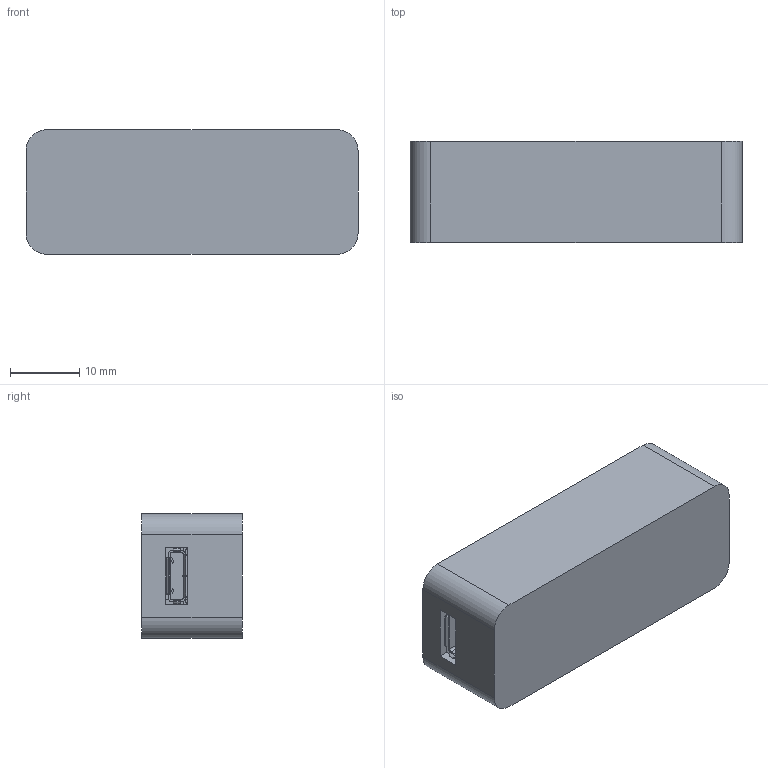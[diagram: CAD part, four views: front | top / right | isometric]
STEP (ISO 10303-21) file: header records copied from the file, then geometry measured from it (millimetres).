
FILE_DESCRIPTION (( 'STEP AP214' ), '1' );
FILE_NAME ('U2D2.STEP', '2019-01-03T07:42:32', ( '' ), ( '' ), 'SwSTEP 2.0', 'SolidWorks 2018', '' );
FILE_SCHEMA (( 'AUTOMOTIVE_DESIGN' ));
Length unit declared in the file: millimetre
Products named in the file (7): Micro USB 2.0 connector, AB receptacle - ZX62RD-AB-5P8; U2D2 casing; JST-B3B-EH-A; JST-B4B-PH-K-S; JST-B4B-EH-A; PCB^U2D2; U2D2
Assembly tree (6 placements, depth 2):
  U2D2
    U2D2 casing
    JST-B4B-PH-K-S
    Micro USB 2.0 connector, AB receptacle - ZX62RD-AB-5P8
    JST-B4B-EH-A
    JST-B3B-EH-A
    PCB^U2D2
Bounding box: 48 x 14.6 x 18 mm (x, y, z)
Volume: 5251.7 mm3; surface area: 8914.8 mm2
Topology: 6 solids, 6 shells, 692 faces, 2010 edges, 1330 vertices
Faces by surface type: plane 493, cylinder 193, bspline 6
Entity records: 23885 total; most frequent: CARTESIAN_POINT 5039, ORIENTED_EDGE 4020, DIRECTION 3257, EDGE_CURVE 2010, VECTOR 1331, LINE 1331, VERTEX_POINT 1330, AXIS2_PLACEMENT_3D 963
